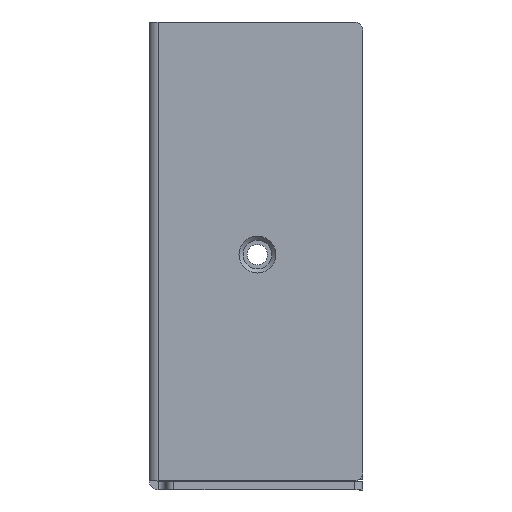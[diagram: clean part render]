
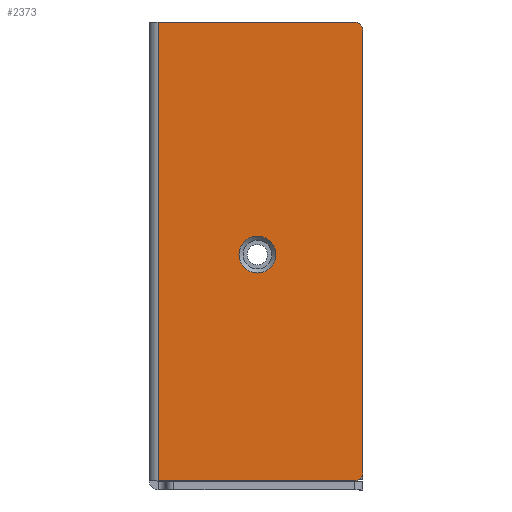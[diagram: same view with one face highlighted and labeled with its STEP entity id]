
A CAD part, left-side view. The second image highlights one B-rep face of the part: STEP entity #2373.
In plain terms, the highlighted planar face has unit normal (-1, 0, 0).
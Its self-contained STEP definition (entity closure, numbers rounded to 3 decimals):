
#55=FACE_BOUND('',#401,.T.);
#129=PLANE('',#2667);
#249=FACE_OUTER_BOUND('',#400,.T.);
#400=EDGE_LOOP('',(#2118,#2119,#2120,#2121,#2122,#2123));
#401=EDGE_LOOP('',(#2124,#2125));
#580=LINE('',#3888,#797);
#586=LINE('',#3908,#803);
#625=LINE('',#4041,#842);
#627=LINE('',#4048,#844);
#797=VECTOR('',#3175,10.);
#803=VECTOR('',#3195,10.);
#842=VECTOR('',#3328,10.);
#844=VECTOR('',#3336,0.54);
#939=CIRCLE('',#2603,1.);
#944=CIRCLE('',#2611,1.);
#954=CIRCLE('',#2629,2.25);
#955=CIRCLE('',#2630,2.25);
#1133=VERTEX_POINT('',#3875);
#1134=VERTEX_POINT('',#3876);
#1138=VERTEX_POINT('',#3886);
#1144=VERTEX_POINT('',#3902);
#1145=VERTEX_POINT('',#3906);
#1164=VERTEX_POINT('',#3957);
#1165=VERTEX_POINT('',#3958);
#1192=VERTEX_POINT('',#4040);
#1428=EDGE_CURVE('',#1133,#1134,#939,.T.);
#1434=EDGE_CURVE('',#1138,#1133,#580,.T.);
#1441=EDGE_CURVE('',#1144,#1138,#944,.T.);
#1444=EDGE_CURVE('',#1145,#1144,#586,.T.);
#1468=EDGE_CURVE('',#1164,#1165,#954,.T.);
#1469=EDGE_CURVE('',#1165,#1164,#955,.T.);
#1509=EDGE_CURVE('',#1145,#1192,#625,.T.);
#1513=EDGE_CURVE('',#1134,#1192,#627,.T.);
#2118=ORIENTED_EDGE('',*,*,#1428,.F.);
#2119=ORIENTED_EDGE('',*,*,#1434,.F.);
#2120=ORIENTED_EDGE('',*,*,#1441,.F.);
#2121=ORIENTED_EDGE('',*,*,#1444,.F.);
#2122=ORIENTED_EDGE('',*,*,#1509,.T.);
#2123=ORIENTED_EDGE('',*,*,#1513,.F.);
#2124=ORIENTED_EDGE('',*,*,#1468,.T.);
#2125=ORIENTED_EDGE('',*,*,#1469,.T.);
#2373=ADVANCED_FACE('',(#249,#55),#129,.T.);
#2603=AXIS2_PLACEMENT_3D('',#3877,#3165,#3166);
#2611=AXIS2_PLACEMENT_3D('',#3903,#3189,#3190);
#2629=AXIS2_PLACEMENT_3D('',#3959,#3242,#3243);
#2630=AXIS2_PLACEMENT_3D('',#3960,#3244,#3245);
#2667=AXIS2_PLACEMENT_3D('',#4058,#3348,#3349);
#3165=DIRECTION('center_axis',(1.,0.,0.));
#3166=DIRECTION('ref_axis',(0.,-0.707,-0.707));
#3175=DIRECTION('',(0.,0.,-1.));
#3189=DIRECTION('center_axis',(1.,0.,0.));
#3190=DIRECTION('ref_axis',(0.,-0.707,0.707));
#3195=DIRECTION('',(0.,-1.,0.));
#3242=DIRECTION('center_axis',(1.,0.,0.));
#3243=DIRECTION('ref_axis',(0.,0.,
-1.));
#3244=DIRECTION('center_axis',(1.,0.,0.));
#3245=DIRECTION('ref_axis',(0.,0.,
-1.));
#3328=DIRECTION('',(0.,0.,-1.));
#3336=DIRECTION('',(0.,1.,0.));
#3348=DIRECTION('center_axis',(-1.,0.,0.));
#3349=DIRECTION('ref_axis',(0.,0.,
1.));
#3875=CARTESIAN_POINT('',(-47.5,-25.,-26.4));
#3876=CARTESIAN_POINT('',(-47.5,-24.,-27.4));
#3877=CARTESIAN_POINT('Origin',(-47.5,-24.,-26.4));
#3886=CARTESIAN_POINT('',(-47.5,-25.,27.5));
#3888=CARTESIAN_POINT('',(-47.5,-25.,28.5));
#3902=CARTESIAN_POINT('',(-47.5,-24.,28.5));
#3903=CARTESIAN_POINT('Origin',(-47.5,-24.,27.5));
#3906=CARTESIAN_POINT('',(-47.5,-0.1,28.5));
#3908=CARTESIAN_POINT('',(-47.5,-0.1,28.5));
#3957=CARTESIAN_POINT('',(-47.5,-12.175,-2.075));
#3958=CARTESIAN_POINT('',(-47.5,-12.175,2.425));
#3959=CARTESIAN_POINT('Origin',(-47.5,-12.175,0.175));
#3960=CARTESIAN_POINT('Origin',(-47.5,-12.175,0.175));
#4040=CARTESIAN_POINT('',(-47.5,-0.1,-27.4));
#4041=CARTESIAN_POINT('',(-47.5,-0.1,0.55));
#4048=CARTESIAN_POINT('',(-47.5,1.596,-27.4));
#4058=CARTESIAN_POINT('Origin',(-47.5,-12.126,0.55));
